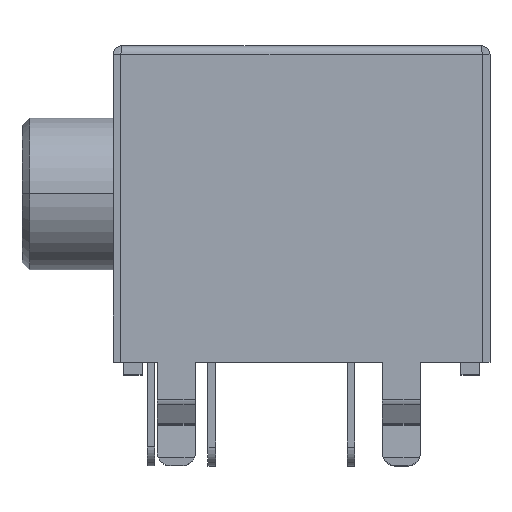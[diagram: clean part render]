
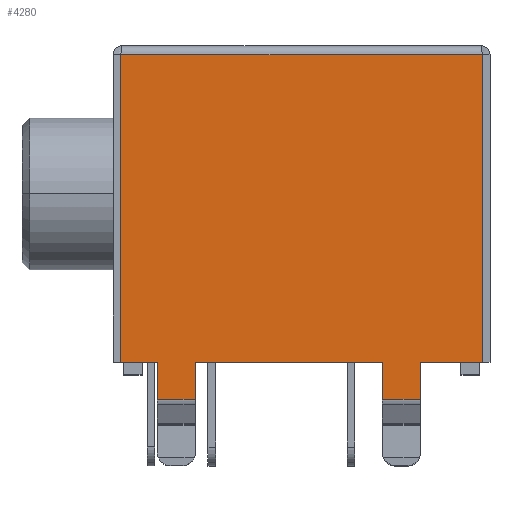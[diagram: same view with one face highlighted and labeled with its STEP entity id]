
A CAD part, top view. The second image highlights one B-rep face of the part: STEP entity #4280.
In plain terms, the highlighted face is planar.
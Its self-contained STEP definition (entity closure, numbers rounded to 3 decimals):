
#20 = LINE ( 'NONE', #3936, #2779 ) ;
#211 = ORIENTED_EDGE ( 'NONE', *, *, #4655, .T. ) ;
#360 = VECTOR ( 'NONE', #4036, 1000. ) ;
#391 = CARTESIAN_POINT ( 'NONE',  ( 4.85, 0.5, 5.65 ) ) ;
#447 = AXIS2_PLACEMENT_3D ( 'NONE', #1686, #3533, #1697 ) ;
#493 = LINE ( 'NONE', #2826, #3635 ) ;
#565 = CARTESIAN_POINT ( 'NONE',  ( 4.85, 12.65, -8.943 ) ) ;
#785 = CARTESIAN_POINT ( 'NONE',  ( 4.85, 43.779, -8.943 ) ) ;
#832 = EDGE_CURVE ( 'NONE', #3198, #2169, #4069, .T. ) ;
#852 = EDGE_CURVE ( 'NONE', #1935, #3198, #4122, .T. ) ;
#870 = LINE ( 'NONE', #3476, #3211 ) ;
#878 = EDGE_CURVE ( 'NONE', #1784, #3659, #2168, .T. ) ;
#1059 = ORIENTED_EDGE ( 'NONE', *, *, #1942, .F. ) ;
#1091 = CARTESIAN_POINT ( 'NONE',  ( 4.85, -0.975, -5. ) ) ;
#1129 = DIRECTION ( 'NONE',  ( 0., -1., 0. ) ) ;
#1146 = LINE ( 'NONE', #2708, #1982 ) ;
#1183 = VECTOR ( 'NONE', #2399, 1000. ) ;
#1207 = ORIENTED_EDGE ( 'NONE', *, *, #852, .T. ) ;
#1327 = LINE ( 'NONE', #2868, #3099 ) ;
#1343 = VERTEX_POINT ( 'NONE', #2636 ) ;
#1409 = CARTESIAN_POINT ( 'NONE',  ( 4.85, 0.5, -5. ) ) ;
#1460 = VERTEX_POINT ( 'NONE', #3820 ) ;
#1500 = DIRECTION ( 'NONE',  ( 0., 1., 0. ) ) ;
#1548 = CARTESIAN_POINT ( 'NONE',  ( 4.85, 0.5, -6.5 ) ) ;
#1623 = EDGE_CURVE ( 'NONE', #2783, #1460, #20, .T. ) ;
#1686 = CARTESIAN_POINT ( 'NONE',  ( 4.85, 43.779, 5.65 ) ) ;
#1697 = DIRECTION ( 'NONE',  ( 0., 0., 1. ) ) ;
#1738 = CARTESIAN_POINT ( 'NONE',  ( 4.85, 0.5, 3.9 ) ) ;
#1784 = VERTEX_POINT ( 'NONE', #3442 ) ;
#1790 = DIRECTION ( 'NONE',  ( 0., 0., -1. ) ) ;
#1806 = EDGE_CURVE ( 'NONE', #3492, #1784, #2037, .T. ) ;
#1862 = VECTOR ( 'NONE', #4339, 1000. ) ;
#1935 = VERTEX_POINT ( 'NONE', #3870 ) ;
#1942 = EDGE_CURVE ( 'NONE', #1935, #3133, #3884, .T. ) ;
#1971 = ORIENTED_EDGE ( 'NONE', *, *, #4439, .T. ) ;
#1982 = VECTOR ( 'NONE', #1983, 1000. ) ;
#1983 = DIRECTION ( 'NONE',  ( 0., 0., -1. ) ) ;
#2037 = LINE ( 'NONE', #391, #1862 ) ;
#2124 = ORIENTED_EDGE ( 'NONE', *, *, #1806, .T. ) ;
#2147 = EDGE_CURVE ( 'NONE', #1460, #3133, #1327, .T. ) ;
#2168 = LINE ( 'NONE', #785, #4182 ) ;
#2169 = VERTEX_POINT ( 'NONE', #1091 ) ;
#2270 = CARTESIAN_POINT ( 'NONE',  ( 4.85, 0.5, 5.343 ) ) ;
#2278 = LINE ( 'NONE', #2838, #4010 ) ;
#2303 = ORIENTED_EDGE ( 'NONE', *, *, #2541, .T. ) ;
#2376 = CARTESIAN_POINT ( 'NONE',  ( 4.85, 0.5, 2.4 ) ) ;
#2399 = DIRECTION ( 'NONE',  ( 0., -1., 0. ) ) ;
#2541 = EDGE_CURVE ( 'NONE', #4009, #2783, #493, .T. ) ;
#2626 = ORIENTED_EDGE ( 'NONE', *, *, #878, .T. ) ;
#2636 = CARTESIAN_POINT ( 'NONE',  ( 4.85, -0.975, -6.5 ) ) ;
#2708 = CARTESIAN_POINT ( 'NONE',  ( 4.85, -0.975, -5. ) ) ;
#2724 = ORIENTED_EDGE ( 'NONE', *, *, #3791, .F. ) ;
#2779 = VECTOR ( 'NONE', #1129, 1000. ) ;
#2783 = VERTEX_POINT ( 'NONE', #1738 ) ;
#2785 = ORIENTED_EDGE ( 'NONE', *, *, #832, .T. ) ;
#2808 = CARTESIAN_POINT ( 'NONE',  ( 4.85, 0.5, -5. ) ) ;
#2826 = CARTESIAN_POINT ( 'NONE',  ( 4.85, 0.5, 5.65 ) ) ;
#2838 = CARTESIAN_POINT ( 'NONE',  ( 4.85, 12.65, 5.3 ) ) ;
#2860 = EDGE_LOOP ( 'NONE', ( #1971, #3403, #2303, #4052, #3958, #1059, #1207, #2785, #211, #2724, #2124, #2626 ) ) ;
#2868 = CARTESIAN_POINT ( 'NONE',  ( 4.85, -0.975, 3.9 ) ) ;
#2876 = CARTESIAN_POINT ( 'NONE',  ( 4.85, 0.5, -6.5 ) ) ;
#2961 = VECTOR ( 'NONE', #4400, 1000. ) ;
#3099 = VECTOR ( 'NONE', #1790, 1000. ) ;
#3133 = VERTEX_POINT ( 'NONE', #3422 ) ;
#3171 = EDGE_CURVE ( 'NONE', #3511, #4009, #870, .T. ) ;
#3198 = VERTEX_POINT ( 'NONE', #2808 ) ;
#3211 = VECTOR ( 'NONE', #3542, 1000. ) ;
#3241 = DIRECTION ( 'NONE',  ( 0., -1., 0. ) ) ;
#3399 = CARTESIAN_POINT ( 'NONE',  ( 4.85, 12.65, 5.343 ) ) ;
#3403 = ORIENTED_EDGE ( 'NONE', *, *, #3171, .T. ) ;
#3422 = CARTESIAN_POINT ( 'NONE',  ( 4.85, -0.975, 2.4 ) ) ;
#3442 = CARTESIAN_POINT ( 'NONE',  ( 4.85, 0.5, -8.943 ) ) ;
#3476 = CARTESIAN_POINT ( 'NONE',  ( 4.85, 43.779, 5.343 ) ) ;
#3492 = VERTEX_POINT ( 'NONE', #1548 ) ;
#3511 = VERTEX_POINT ( 'NONE', #3399 ) ;
#3533 = DIRECTION ( 'NONE',  ( -1., 0., 0. ) ) ;
#3542 = DIRECTION ( 'NONE',  ( 0., -1., 0. ) ) ;
#3553 = PLANE ( 'NONE',  #447 ) ;
#3635 = VECTOR ( 'NONE', #3956, 1000. ) ;
#3658 = DIRECTION ( 'NONE',  ( 0., 0., 1. ) ) ;
#3659 = VERTEX_POINT ( 'NONE', #565 ) ;
#3791 = EDGE_CURVE ( 'NONE', #3492, #1343, #4476, .T. ) ;
#3820 = CARTESIAN_POINT ( 'NONE',  ( 4.85, -0.975, 3.9 ) ) ;
#3870 = CARTESIAN_POINT ( 'NONE',  ( 4.85, 0.5, 2.4 ) ) ;
#3884 = LINE ( 'NONE', #2376, #1183 ) ;
#3936 = CARTESIAN_POINT ( 'NONE',  ( 4.85, 0.5, 3.9 ) ) ;
#3956 = DIRECTION ( 'NONE',  ( 0., 0., -1. ) ) ;
#3958 = ORIENTED_EDGE ( 'NONE', *, *, #2147, .T. ) ;
#4009 = VERTEX_POINT ( 'NONE', #2270 ) ;
#4010 = VECTOR ( 'NONE', #3658, 1000. ) ;
#4036 = DIRECTION ( 'NONE',  ( 0., 0., -1. ) ) ;
#4052 = ORIENTED_EDGE ( 'NONE', *, *, #1623, .T. ) ;
#4069 = LINE ( 'NONE', #1409, #2961 ) ;
#4122 = LINE ( 'NONE', #4422, #360 ) ;
#4182 = VECTOR ( 'NONE', #1500, 1000. ) ;
#4280 = ADVANCED_FACE ( 'NONE', ( #4363 ), #3553, .F. ) ;
#4339 = DIRECTION ( 'NONE',  ( 0., 0., -1. ) ) ;
#4362 = VECTOR ( 'NONE', #3241, 1000. ) ;
#4363 = FACE_OUTER_BOUND ( 'NONE', #2860, .T. ) ;
#4400 = DIRECTION ( 'NONE',  ( 0., -1., 0. ) ) ;
#4422 = CARTESIAN_POINT ( 'NONE',  ( 4.85, 0.5, 5.65 ) ) ;
#4439 = EDGE_CURVE ( 'NONE', #3659, #3511, #2278, .T. ) ;
#4476 = LINE ( 'NONE', #2876, #4362 ) ;
#4655 = EDGE_CURVE ( 'NONE', #2169, #1343, #1146, .T. ) ;
